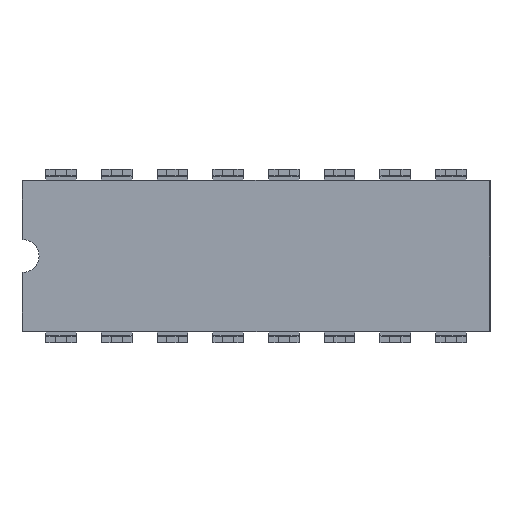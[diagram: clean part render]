
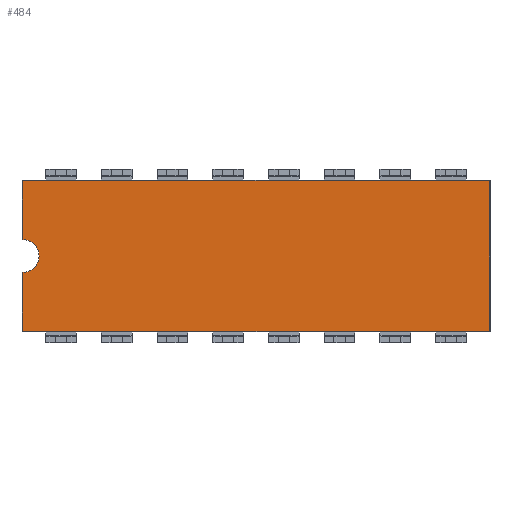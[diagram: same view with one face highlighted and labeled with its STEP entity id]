
A CAD part, front view. The second image highlights one B-rep face of the part: STEP entity #484.
In plain terms, the highlighted planar face has unit normal (0, -1, 0).
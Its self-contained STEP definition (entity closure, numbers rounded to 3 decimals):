
#55 = DIRECTION ( 'NONE',  ( 0., 0., -1. ) ) ;
#79 = VECTOR ( 'NONE', #2439, 1000. ) ;
#132 = CARTESIAN_POINT ( 'NONE',  ( 10.67, 1.52, 3.431 ) ) ;
#269 = EDGE_CURVE ( 'NONE', #2871, #1001, #629, .T. ) ;
#484 = ADVANCED_FACE ( 'NONE', ( #3987 ), #6781, .T. ) ;
#629 = LINE ( 'NONE', #132, #79 ) ;
#655 = CARTESIAN_POINT ( 'NONE',  ( 10.641, 1.52, -3.431 ) ) ;
#838 = VECTOR ( 'NONE', #3681, 1000. ) ;
#1001 = VERTEX_POINT ( 'NONE', #6419 ) ;
#1003 = LINE ( 'NONE', #1608, #5390 ) ;
#1111 = CARTESIAN_POINT ( 'NONE',  ( 0., 1.52, 0. ) ) ;
#1253 = CARTESIAN_POINT ( 'NONE',  ( -10.641, 1.52, -3.431 ) ) ;
#1282 = ORIENTED_EDGE ( 'NONE', *, *, #5023, .T. ) ;
#1455 = VERTEX_POINT ( 'NONE', #655 ) ;
#1464 = EDGE_LOOP ( 'NONE', ( #4841, #5985, #1282, #3800, #3496, #4106 ) ) ;
#1608 = CARTESIAN_POINT ( 'NONE',  ( -10.641, 1.52, 3.46 ) ) ;
#1733 = DIRECTION ( 'NONE',  ( 0., -1., 0. ) ) ;
#1797 = AXIS2_PLACEMENT_3D ( 'NONE', #6387, #1733, #2412 ) ;
#1816 = VERTEX_POINT ( 'NONE', #5847 ) ;
#1821 = EDGE_CURVE ( 'NONE', #1816, #4254, #3921, .T. ) ;
#1880 = VECTOR ( 'NONE', #55, 1000. ) ;
#2197 = DIRECTION ( 'NONE',  ( 0., 0., 1. ) ) ;
#2412 = DIRECTION ( 'NONE',  ( 0., 0., -1. ) ) ;
#2439 = DIRECTION ( 'NONE',  ( -1., 0., 0. ) ) ;
#2553 = LINE ( 'NONE', #4845, #838 ) ;
#2572 = VERTEX_POINT ( 'NONE', #1253 ) ;
#2871 = VERTEX_POINT ( 'NONE', #5737 ) ;
#2895 = EDGE_CURVE ( 'NONE', #1001, #4254, #4677, .T. ) ;
#3496 = ORIENTED_EDGE ( 'NONE', *, *, #269, .T. ) ;
#3521 = LINE ( 'NONE', #7373, #6742 ) ;
#3681 = DIRECTION ( 'NONE',  ( 1., 0., 0. ) ) ;
#3794 = EDGE_CURVE ( 'NONE', #1816, #2572, #1003, .T. ) ;
#3800 = ORIENTED_EDGE ( 'NONE', *, *, #5102, .T. ) ;
#3921 = CIRCLE ( 'NONE', #1797, 0.75 ) ;
#3987 = FACE_OUTER_BOUND ( 'NONE', #1464, .T. ) ;
#4106 = ORIENTED_EDGE ( 'NONE', *, *, #2895, .T. ) ;
#4254 = VERTEX_POINT ( 'NONE', #7072 ) ;
#4585 = DIRECTION ( 'NONE',  ( 0., 0., -1. ) ) ;
#4677 = LINE ( 'NONE', #5210, #1880 ) ;
#4841 = ORIENTED_EDGE ( 'NONE', *, *, #1821, .F. ) ;
#4845 = CARTESIAN_POINT ( 'NONE',  ( -10.67, 1.52, -3.431 ) ) ;
#5023 = EDGE_CURVE ( 'NONE', #2572, #1455, #2553, .T. ) ;
#5102 = EDGE_CURVE ( 'NONE', #1455, #2871, #3521, .T. ) ;
#5210 = CARTESIAN_POINT ( 'NONE',  ( -10.641, 1.52, 3.46 ) ) ;
#5390 = VECTOR ( 'NONE', #5602, 1000. ) ;
#5404 = AXIS2_PLACEMENT_3D ( 'NONE', #1111, #7349, #4585 ) ;
#5602 = DIRECTION ( 'NONE',  ( 0., 0., -1. ) ) ;
#5737 = CARTESIAN_POINT ( 'NONE',  ( 10.641, 1.52, 3.431 ) ) ;
#5847 = CARTESIAN_POINT ( 'NONE',  ( -10.641, 1.52, -0.75 ) ) ;
#5985 = ORIENTED_EDGE ( 'NONE', *, *, #3794, .T. ) ;
#6387 = CARTESIAN_POINT ( 'NONE',  ( -10.641, 1.52, 0. ) ) ;
#6419 = CARTESIAN_POINT ( 'NONE',  ( -10.641, 1.52, 3.431 ) ) ;
#6742 = VECTOR ( 'NONE', #2197, 1000. ) ;
#6781 = PLANE ( 'NONE',  #5404 ) ;
#7072 = CARTESIAN_POINT ( 'NONE',  ( -10.641, 1.52, 0.75 ) ) ;
#7349 = DIRECTION ( 'NONE',  ( 0., -1., 0. ) ) ;
#7373 = CARTESIAN_POINT ( 'NONE',  ( 10.641, 1.52, -3.46 ) ) ;
